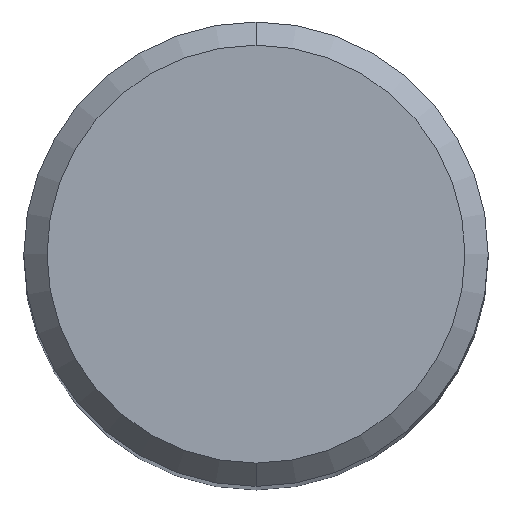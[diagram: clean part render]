
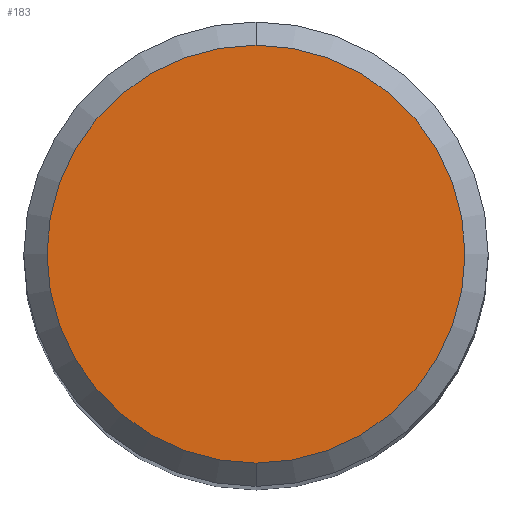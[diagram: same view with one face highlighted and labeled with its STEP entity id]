
A CAD part, top view. The second image highlights one B-rep face of the part: STEP entity #183.
In plain terms, the highlighted planar face has unit normal (0, 0, 1).
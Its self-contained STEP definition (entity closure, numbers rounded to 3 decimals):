
#183=ADVANCED_FACE('',(#491),#492,.T.);
#233=EDGE_CURVE('',#295,#343,#547,.T.);
#295=VERTEX_POINT('',#614);
#343=VERTEX_POINT('',#667);
#415=EDGE_CURVE('',#343,#295,#746,.T.);
#491=FACE_OUTER_BOUND('',#861,.T.);
#492=PLANE('',#862);
#547=CIRCLE('',#988,3.6);
#614=CARTESIAN_POINT('',(0.0,3.6,0.0));
#667=CARTESIAN_POINT('',(0.,-3.6,0.0));
#746=CIRCLE('',#1368,3.6);
#861=EDGE_LOOP('',(#1466,#1467));
#862=AXIS2_PLACEMENT_3D('',#1468,#1469,#1470);
#988=AXIS2_PLACEMENT_3D('',#1529,#1530,#1531);
#1368=AXIS2_PLACEMENT_3D('',#1748,#1749,#1750);
#1466=ORIENTED_EDGE('',*,*,#233,.F.);
#1467=ORIENTED_EDGE('',*,*,#415,.F.);
#1468=CARTESIAN_POINT('',(0.0,1.8,0.0));
#1469=DIRECTION('',(-0.0,0.0,1.0));
#1470=DIRECTION('',(0.0,-1.0,0.0));
#1529=CARTESIAN_POINT('',(0.0,0.0,0.0));
#1530=DIRECTION('',(0.0,0.0,-1.0));
#1531=DIRECTION('',(0.0,1.0,0.0));
#1748=CARTESIAN_POINT('',(0.0,0.0,0.0));
#1749=DIRECTION('',(0.0,0.0,-1.0));
#1750=DIRECTION('',(0.0,1.0,0.0));
